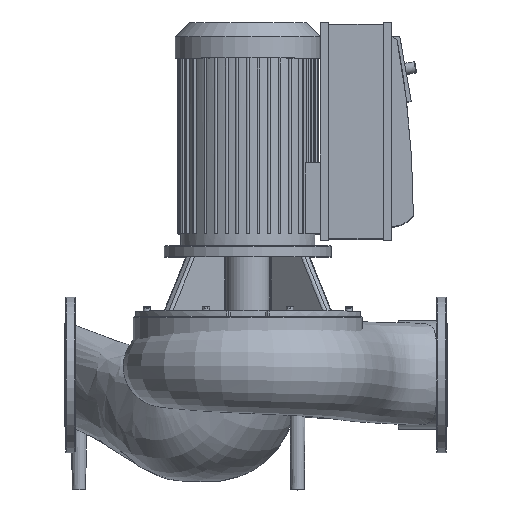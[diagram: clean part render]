
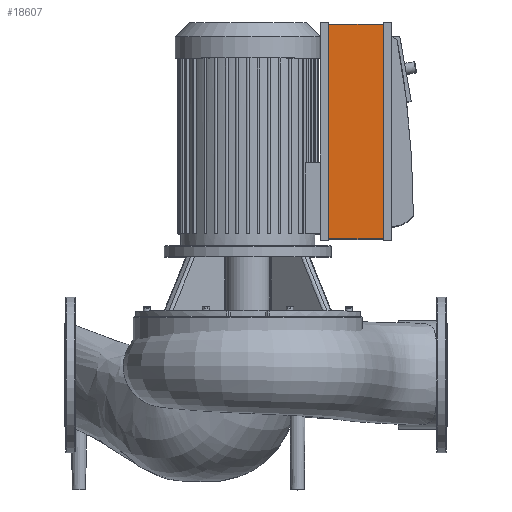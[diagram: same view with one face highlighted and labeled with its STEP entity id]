
A CAD part, top view. The second image highlights one B-rep face of the part: STEP entity #18607.
In plain terms, the highlighted planar face has unit normal (0, 0, 1).
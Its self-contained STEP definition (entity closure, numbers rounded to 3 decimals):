
#2586=FACE_OUTER_BOUND($,#3764,.T.);
#3764=EDGE_LOOP($,(#16553,#16554,#16555,#16556));
#5527=LINE($,#34633,#7177);
#5540=LINE($,#34660,#7190);
#5542=LINE($,#34664,#7192);
#5543=LINE($,#34665,#7193);
#7177=VECTOR($,#25149,393.);
#7190=VECTOR($,#25176,100.);
#7192=VECTOR($,#25180,100.);
#7193=VECTOR($,#25181,393.);
#8842=VERTEX_POINT($,#34630);
#8843=VERTEX_POINT($,#34632);
#8850=VERTEX_POINT($,#34659);
#8851=VERTEX_POINT($,#34663);
#11440=EDGE_CURVE($,#8843,#8842,#5527,.T.);
#11453=EDGE_CURVE($,#8850,#8843,#5540,.T.);
#11455=EDGE_CURVE($,#8851,#8842,#5542,.T.);
#11456=EDGE_CURVE($,#8850,#8851,#5543,.T.);
#16553=ORIENTED_EDGE($,*,*,#11440,.T.);
#16554=ORIENTED_EDGE($,*,*,#11455,.F.);
#16555=ORIENTED_EDGE($,*,*,#11456,.F.);
#16556=ORIENTED_EDGE($,*,*,#11453,.T.);
#17581=PLANE($,#20308);
#18607=ADVANCED_FACE($,(#2586),#17581,.T.);
#20308=AXIS2_PLACEMENT_3D($,#34662,#25178,#25179);
#25149=DIRECTION($,(0.,1.,0.));
#25176=DIRECTION($,(1.,0.,0.));
#25178=DIRECTION('center_axis',(0.,0.,1.));
#25179=DIRECTION('ref_axis',(1.,0.,0.));
#25180=DIRECTION($,(1.,0.,0.));
#25181=DIRECTION($,(0.,1.,0.));
#34630=CARTESIAN_POINT('',(583.,641.5,402.5));
#34632=CARTESIAN_POINT('',(583.,248.5,402.5));
#34633=CARTESIAN_POINT($,(583.,641.5,402.5));
#34659=CARTESIAN_POINT('',(483.,248.5,402.5));
#34660=CARTESIAN_POINT($,(483.,248.5,402.5));
#34662=CARTESIAN_POINT('Origin',(483.,248.5,402.5));
#34663=CARTESIAN_POINT('',(483.,641.5,402.5));
#34664=CARTESIAN_POINT($,(483.,641.5,402.5));
#34665=CARTESIAN_POINT($,(483.,346.75,402.5));
